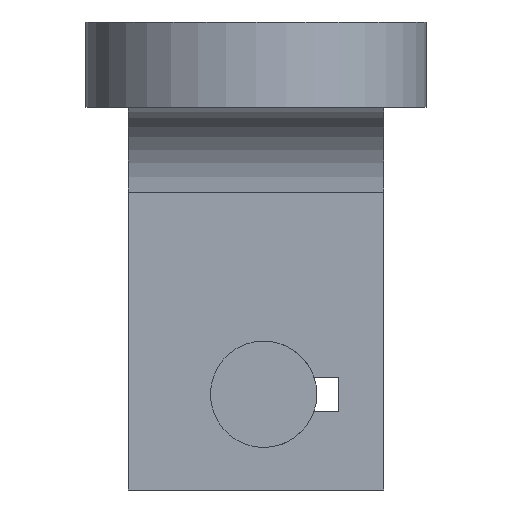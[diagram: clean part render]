
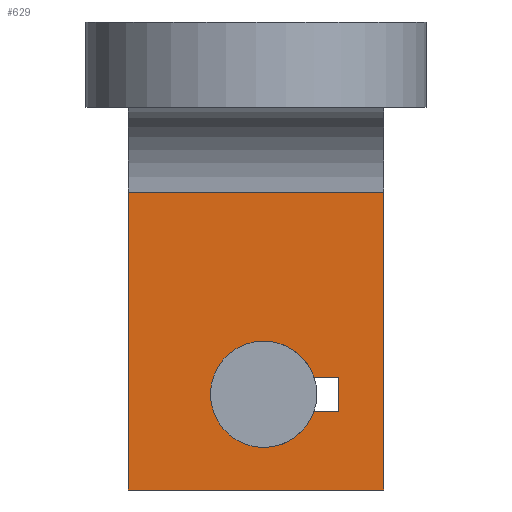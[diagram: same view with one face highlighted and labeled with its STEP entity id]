
A CAD part, front view. The second image highlights one B-rep face of the part: STEP entity #629.
In plain terms, the highlighted planar face has unit normal (0, -1, 0).
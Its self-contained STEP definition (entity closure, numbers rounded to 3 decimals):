
#6 = CARTESIAN_POINT ( 'NONE',  ( 22.561, 48.02, -71.5 ) ) ;
#9 = VERTEX_POINT ( 'NONE', #38 ) ;
#15 = CARTESIAN_POINT ( 'NONE',  ( 33.267, 48.02, -90. ) ) ;
#20 = DIRECTION ( 'NONE',  ( 0., 0., -1. ) ) ;
#29 = LINE ( 'NONE', #383, #263 ) ;
#34 = DIRECTION ( 'NONE',  ( 0., 1., 0. ) ) ;
#38 = CARTESIAN_POINT ( 'NONE',  ( 22.561, 48.02, -63.5 ) ) ;
#39 = ORIENTED_EDGE ( 'NONE', *, *, #702, .F. ) ;
#44 = CARTESIAN_POINT ( 'NONE',  ( -26.733, 48.02, -90. ) ) ;
#52 = CARTESIAN_POINT ( 'NONE',  ( 33.267, 48.02, -90. ) ) ;
#56 = EDGE_CURVE ( 'NONE', #545, #330, #29, .T. ) ;
#59 = CIRCLE ( 'NONE', #292, 12.5 ) ;
#70 = EDGE_CURVE ( 'NONE', #554, #390, #242, .T. ) ;
#83 = ORIENTED_EDGE ( 'NONE', *, *, #126, .T. ) ;
#110 = VERTEX_POINT ( 'NONE', #44 ) ;
#114 = EDGE_LOOP ( 'NONE', ( #492, #595, #39, #557 ) ) ;
#126 = EDGE_CURVE ( 'NONE', #851, #554, #165, .T. ) ;
#146 = EDGE_CURVE ( 'NONE', #400, #545, #354, .T. ) ;
#158 = EDGE_CURVE ( 'NONE', #390, #191, #59, .T. ) ;
#165 = CIRCLE ( 'NONE', #571, 12.5 ) ;
#191 = VERTEX_POINT ( 'NONE', #711 ) ;
#197 = DIRECTION ( 'NONE',  ( 0., 0., 1. ) ) ;
#213 = CARTESIAN_POINT ( 'NONE',  ( -26.733, 48.02, -20. ) ) ;
#242 = CIRCLE ( 'NONE', #340, 12.5 ) ;
#259 = VERTEX_POINT ( 'NONE', #6 ) ;
#263 = VECTOR ( 'NONE', #675, 1000. ) ;
#292 = AXIS2_PLACEMENT_3D ( 'NONE', #787, #869, #941 ) ;
#297 = DIRECTION ( 'NONE',  ( -1., 0., 0. ) ) ;
#298 = VECTOR ( 'NONE', #297, 1000. ) ;
#321 = CARTESIAN_POINT ( 'NONE',  ( -26.733, 48.02, -90. ) ) ;
#325 = LINE ( 'NONE', #537, #652 ) ;
#328 = DIRECTION ( 'NONE',  ( 0., 0., 1. ) ) ;
#330 = VERTEX_POINT ( 'NONE', #213 ) ;
#340 = AXIS2_PLACEMENT_3D ( 'NONE', #475, #34, #328 ) ;
#354 = LINE ( 'NONE', #52, #356 ) ;
#356 = VECTOR ( 'NONE', #197, 1000. ) ;
#368 = LINE ( 'NONE', #955, #298 ) ;
#379 = FACE_BOUND ( 'NONE', #741, .T. ) ;
#383 = CARTESIAN_POINT ( 'NONE',  ( -26.733, 48.02, -20. ) ) ;
#390 = VERTEX_POINT ( 'NONE', #807 ) ;
#400 = VERTEX_POINT ( 'NONE', #650 ) ;
#412 = ORIENTED_EDGE ( 'NONE', *, *, #661, .T. ) ;
#414 = DIRECTION ( 'NONE',  ( 1., 0., 0. ) ) ;
#425 = DIRECTION ( 'NONE',  ( 0., 1., 0. ) ) ;
#431 = DIRECTION ( 'NONE',  ( 0., 0., 1. ) ) ;
#472 = FACE_OUTER_BOUND ( 'NONE', #114, .T. ) ;
#475 = CARTESIAN_POINT ( 'NONE',  ( 5.061, 48.02, -67.5 ) ) ;
#476 = ORIENTED_EDGE ( 'NONE', *, *, #790, .T. ) ;
#486 = LINE ( 'NONE', #636, #580 ) ;
#492 = ORIENTED_EDGE ( 'NONE', *, *, #146, .T. ) ;
#502 = VECTOR ( 'NONE', #20, 1000. ) ;
#523 = CARTESIAN_POINT ( 'NONE',  ( 5.061, 48.02, -80. ) ) ;
#537 = CARTESIAN_POINT ( 'NONE',  ( 33.267, 48.02, -71.5 ) ) ;
#545 = VERTEX_POINT ( 'NONE', #809 ) ;
#554 = VERTEX_POINT ( 'NONE', #523 ) ;
#557 = ORIENTED_EDGE ( 'NONE', *, *, #576, .F. ) ;
#571 = AXIS2_PLACEMENT_3D ( 'NONE', #648, #425, #431 ) ;
#576 = EDGE_CURVE ( 'NONE', #400, #110, #368, .T. ) ;
#580 = VECTOR ( 'NONE', #414, 1000. ) ;
#595 = ORIENTED_EDGE ( 'NONE', *, *, #56, .T. ) ;
#601 = DIRECTION ( 'NONE',  ( 0., 1., 0. ) ) ;
#605 = ORIENTED_EDGE ( 'NONE', *, *, #70, .T. ) ;
#629 = ADVANCED_FACE ( 'NONE', ( #379, #472 ), #677, .F. ) ;
#636 = CARTESIAN_POINT ( 'NONE',  ( 33.267, 48.02, -63.5 ) ) ;
#638 = EDGE_CURVE ( 'NONE', #9, #259, #683, .T. ) ;
#648 = CARTESIAN_POINT ( 'NONE',  ( 5.061, 48.02, -67.5 ) ) ;
#650 = CARTESIAN_POINT ( 'NONE',  ( 33.267, 48.02, -90. ) ) ;
#652 = VECTOR ( 'NONE', #918, 1000. ) ;
#661 = EDGE_CURVE ( 'NONE', #259, #851, #325, .T. ) ;
#663 = ORIENTED_EDGE ( 'NONE', *, *, #158, .T. ) ;
#664 = AXIS2_PLACEMENT_3D ( 'NONE', #15, #601, #844 ) ;
#675 = DIRECTION ( 'NONE',  ( -1., 0., 0. ) ) ;
#677 = PLANE ( 'NONE',  #664 ) ;
#683 = LINE ( 'NONE', #898, #502 ) ;
#693 = LINE ( 'NONE', #321, #924 ) ;
#698 = CARTESIAN_POINT ( 'NONE',  ( 16.903, 48.02, -71.5 ) ) ;
#702 = EDGE_CURVE ( 'NONE', #110, #330, #693, .T. ) ;
#711 = CARTESIAN_POINT ( 'NONE',  ( 16.903, 48.02, -63.5 ) ) ;
#741 = EDGE_LOOP ( 'NONE', ( #476, #765, #412, #83, #605, #663 ) ) ;
#765 = ORIENTED_EDGE ( 'NONE', *, *, #638, .T. ) ;
#787 = CARTESIAN_POINT ( 'NONE',  ( 5.061, 48.02, -67.5 ) ) ;
#790 = EDGE_CURVE ( 'NONE', #191, #9, #486, .T. ) ;
#807 = CARTESIAN_POINT ( 'NONE',  ( 5.061, 48.02, -55. ) ) ;
#809 = CARTESIAN_POINT ( 'NONE',  ( 33.267, 48.02, -20. ) ) ;
#822 = DIRECTION ( 'NONE',  ( 0., 0., 1. ) ) ;
#844 = DIRECTION ( 'NONE',  ( 0., 0., 1. ) ) ;
#851 = VERTEX_POINT ( 'NONE', #698 ) ;
#869 = DIRECTION ( 'NONE',  ( 0., 1., 0. ) ) ;
#898 = CARTESIAN_POINT ( 'NONE',  ( 22.561, 48.02, -90. ) ) ;
#918 = DIRECTION ( 'NONE',  ( -1., 0., 0. ) ) ;
#924 = VECTOR ( 'NONE', #822, 1000. ) ;
#941 = DIRECTION ( 'NONE',  ( 0., 0., 1. ) ) ;
#955 = CARTESIAN_POINT ( 'NONE',  ( 33.267, 48.02, -90. ) ) ;
